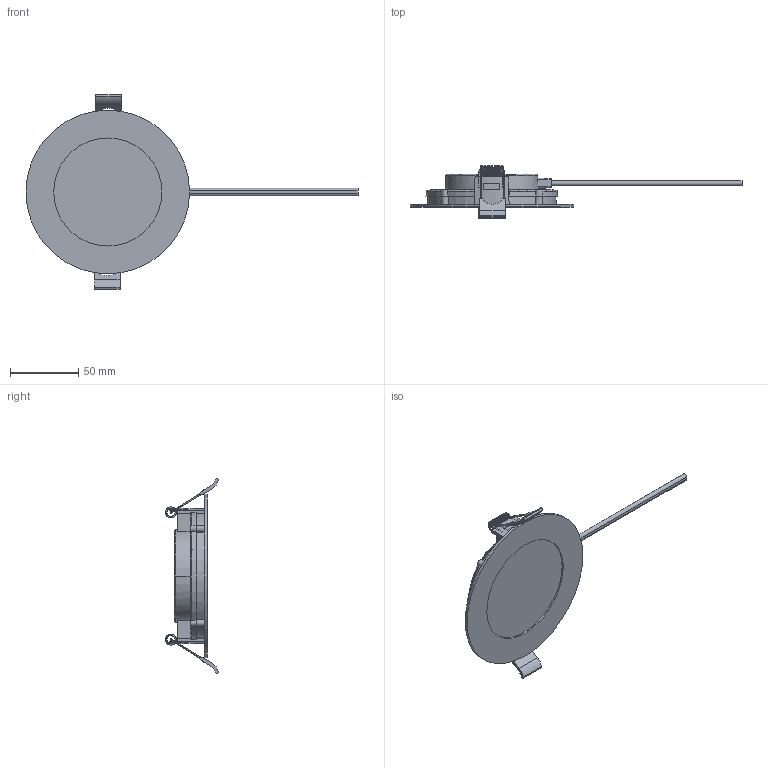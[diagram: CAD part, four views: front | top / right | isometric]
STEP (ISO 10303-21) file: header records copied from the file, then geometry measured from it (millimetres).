
FILE_DESCRIPTION (( 'STEP AP214' ), '1' );
FILE_NAME ('SUNatHOME Downlight Slim 120.STEP', '2021-08-19T09:03:58', ( '' ), ( '' ), 'SwSTEP 2.0', 'SolidWorks 2020', '' );
FILE_SCHEMA (( 'AUTOMOTIVE_DESIGN' ));
Length unit declared in the file: millimetre
Products named in the file (1): SUNatHOME Downlight Slim 120
Bounding box: 243.5 x 38.84 x 142.75 mm (x, y, z)
Volume: 45297.6 mm3; surface area: 61554.9 mm2
Topology: 6 solids, 6 shells, 260 faces, 664 edges, 421 vertices
Faces by surface type: plane 99, cylinder 66, torus 44, cone 31, bspline 20
Full cylindrical faces by diameter (mm): 79.3 x1, 120 x1
Entity records: 15363 total; most frequent: CARTESIAN_POINT 6221, ORIENTED_EDGE 1320, DIRECTION 1292, EDGE_CURVE 660, AXIS2_PLACEMENT_3D 525, VERTEX_POINT 420, CIRCLE 284, EDGE_LOOP 276
